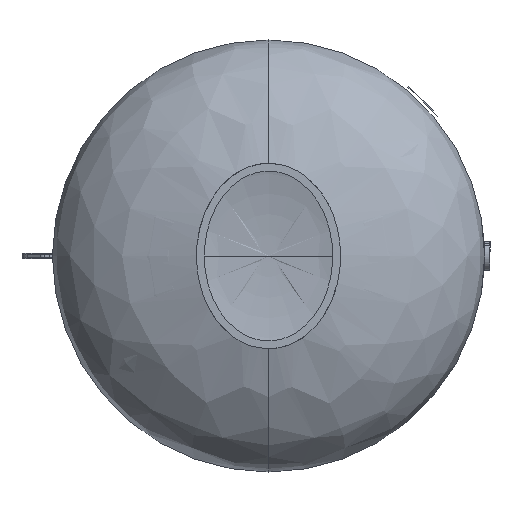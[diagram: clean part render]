
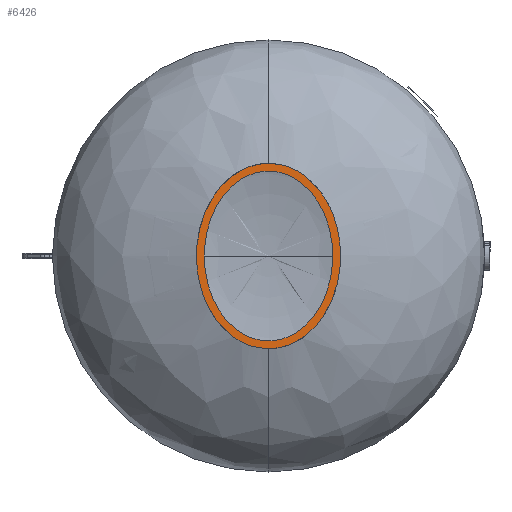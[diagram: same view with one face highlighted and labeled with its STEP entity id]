
A CAD part, left-side view. The second image highlights one B-rep face of the part: STEP entity #6426.
In plain terms, the highlighted face is planar.
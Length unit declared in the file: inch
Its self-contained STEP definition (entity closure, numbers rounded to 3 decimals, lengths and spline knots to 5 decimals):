
#236 = EDGE_LOOP ( 'NONE', ( #7231, #6050 ) ) ;
#470 = CARTESIAN_POINT ( 'NONE',  ( 1.73144, 0., 6.91394 ) ) ;
#471 = CARTESIAN_POINT ( 'NONE',  ( 4.95164, 0., -5.90345 ) ) ;
#572 = CARTESIAN_POINT ( 'NONE',  ( 9., 0., 0. ) ) ;
#623 = CARTESIAN_POINT ( 'NONE',  ( -8.87642, 0., -1.42147 ) ) ;
#846 = CARTESIAN_POINT ( 'NONE',  ( 8.25, 0., 0. ) ) ;
#922 = CARTESIAN_POINT ( 'NONE',  ( -7.4685, 0., 3.99672 ) ) ;
#1044 = VERTEX_POINT ( 'NONE', #8557 ) ;
#1106 = VERTEX_POINT ( 'NONE', #3549 ) ;
#1167 = CARTESIAN_POINT ( 'NONE',  ( 7.4685, 0., 3.99672 ) ) ;
#1641 = EDGE_LOOP ( 'NONE', ( #9349, #9444 ) ) ;
#1752 = CARTESIAN_POINT ( 'NONE',  ( -8.33387, 0., 2.77281 ) ) ;
#1884 = VERTEX_POINT ( 'NONE', #6307 ) ;
#1886 = CARTESIAN_POINT ( 'NONE',  ( 9., 0., 0. ) ) ;
#1950 = CARTESIAN_POINT ( 'NONE',  ( -3.40177, 0., 6.53041 ) ) ;
#1998 = EDGE_CURVE ( 'NONE', #1044, #6271, #9757, .T. ) ;
#2009 = CARTESIAN_POINT ( 'NONE',  ( -8.33387, 0., -2.77281 ) ) ;
#2107 = CARTESIAN_POINT ( 'NONE',  ( 1.73144, 0., -6.91394 ) ) ;
#2157 = CARTESIAN_POINT ( 'NONE',  ( 7.4685, 0., -3.99672 ) ) ;
#2313 = EDGE_CURVE ( 'NONE', #1884, #1106, #4003, .T. ) ;
#2384 = CARTESIAN_POINT ( 'NONE',  ( -9., 0., 0. ) ) ;
#2564 =( BOUNDED_CURVE ( )  B_SPLINE_CURVE ( 3, ( #846, #5956, #5353, #7545 ),
 .UNSPECIFIED., .F., .F. ) 
 B_SPLINE_CURVE_WITH_KNOTS ( ( 4, 4 ),
 ( 0., 3.14159 ),
 .UNSPECIFIED. ) 
 CURVE ( )  GEOMETRIC_REPRESENTATION_ITEM ( )  RATIONAL_B_SPLINE_CURVE ( ( 1., 0.333, 0.333, 1. ) ) 
 REPRESENTATION_ITEM ( '' )  );
#2628 = CARTESIAN_POINT ( 'NONE',  ( -8.25, 0., 0. ) ) ;
#2739 = CARTESIAN_POINT ( 'NONE',  ( 8.33387, 0., -2.77281 ) ) ;
#2836 = CARTESIAN_POINT ( 'NONE',  ( 6.32475, 0., 5.05081 ) ) ;
#2839 = CARTESIAN_POINT ( 'NONE',  ( 9., 0., -0.47382 ) ) ;
#2887 = CARTESIAN_POINT ( 'NONE',  ( 8.33387, 0., 2.77281 ) ) ;
#3127 = PLANE ( 'NONE',  #8589 ) ;
#3183 = EDGE_CURVE ( 'NONE', #6271, #1044, #7009, .T. ) ;
#3549 = CARTESIAN_POINT ( 'NONE',  ( 8.25, 0., 0. ) ) ;
#3636 = CARTESIAN_POINT ( 'NONE',  ( -4.95164, 0., -5.90345 ) ) ;
#3912 = FACE_BOUND ( 'NONE', #236, .T. ) ;
#3928 = CARTESIAN_POINT ( 'NONE',  ( -6.32475, 0., 5.05081 ) ) ;
#4003 =( BOUNDED_CURVE ( )  B_SPLINE_CURVE ( 3, ( #2628, #4374, #6456, #7945 ),
 .UNSPECIFIED., .F., .F. ) 
 B_SPLINE_CURVE_WITH_KNOTS ( ( 4, 4 ),
 ( 3.14159, 6.28319 ),
 .UNSPECIFIED. ) 
 CURVE ( )  GEOMETRIC_REPRESENTATION_ITEM ( )  RATIONAL_B_SPLINE_CURVE ( ( 1., 0.333, 0.333, 1. ) ) 
 REPRESENTATION_ITEM ( '' )  );
#4280 = CARTESIAN_POINT ( 'NONE',  ( -7.4685, 0., -3.99672 ) ) ;
#4374 = CARTESIAN_POINT ( 'NONE',  ( -8.25, 0., 12.5 ) ) ;
#4386 = CARTESIAN_POINT ( 'NONE',  ( 6.32475, 0., -5.05081 ) ) ;
#4428 = CARTESIAN_POINT ( 'NONE',  ( -3.40177, 0., -6.53041 ) ) ;
#4683 = CARTESIAN_POINT ( 'NONE',  ( -9., 0., 0.47382 ) ) ;
#4771 = CARTESIAN_POINT ( 'NONE',  ( -4.95164, 0., 5.90345 ) ) ;
#4978 = CARTESIAN_POINT ( 'NONE',  ( 8.87642, 0., 1.42147 ) ) ;
#5032 = CARTESIAN_POINT ( 'NONE',  ( -6.32475, 0., -5.05081 ) ) ;
#5353 = CARTESIAN_POINT ( 'NONE',  ( -8.25, 0., -12.5 ) ) ;
#5412 = DIRECTION ( 'NONE',  ( 0., 0., -1. ) ) ;
#5721 = CARTESIAN_POINT ( 'NONE',  ( -9., 0., -0.47382 ) ) ;
#5776 = CARTESIAN_POINT ( 'NONE',  ( -1.73144, 0., -6.91394 ) ) ;
#5956 = CARTESIAN_POINT ( 'NONE',  ( 8.25, 0., -12.5 ) ) ;
#6050 = ORIENTED_EDGE ( 'NONE', *, *, #2313, .T. ) ;
#6110 = FACE_OUTER_BOUND ( 'NONE', #1641, .T. ) ;
#6271 = VERTEX_POINT ( 'NONE', #1886 ) ;
#6307 = CARTESIAN_POINT ( 'NONE',  ( -8.25, 0., 0. ) ) ;
#6426 = ADVANCED_FACE ( 'NONE', ( #6110, #3912 ), #3127, .T. ) ;
#6456 = CARTESIAN_POINT ( 'NONE',  ( 8.25, 0., 12.5 ) ) ;
#6464 = CARTESIAN_POINT ( 'NONE',  ( 9., 0., 0.47382 ) ) ;
#6792 = EDGE_CURVE ( 'NONE', #1106, #1884, #2564, .T. ) ;
#6946 = DIRECTION ( 'NONE',  ( 0., -1., 0. ) ) ;
#7009 = B_SPLINE_CURVE_WITH_KNOTS ( 'NONE', 3,
 ( #8954, #2839, #8904, #2739, #2157, #4386, #471, #7417, #2107, #7260, #5776, #4428, #3636, #5032, #4280, #2009, #623, #5721, #7468 ),
 .UNSPECIFIED., .F., .F.,
 ( 4, 1, 1, 1, 1, 1, 1, 1, 1, 1, 1, 1, 1, 1, 1, 1, 4 ),
 ( 0., 0.19635, 0.3927, 0.58905, 0.7854, 0.98175, 1.1781, 1.37445, 1.5708, 1.76715, 1.9635, 2.15984, 2.35619, 2.55254, 2.74889, 2.94524, 3.14159 ),
 .UNSPECIFIED. ) ;
#7231 = ORIENTED_EDGE ( 'NONE', *, *, #6792, .T. ) ;
#7258 = CARTESIAN_POINT ( 'NONE',  ( 4.95164, 0., 5.90345 ) ) ;
#7260 = CARTESIAN_POINT ( 'NONE',  ( 0., 0., -7.04303 ) ) ;
#7417 = CARTESIAN_POINT ( 'NONE',  ( 3.40177, 0., -6.53041 ) ) ;
#7468 = CARTESIAN_POINT ( 'NONE',  ( -9., 0., 0. ) ) ;
#7545 = CARTESIAN_POINT ( 'NONE',  ( -8.25, 0., 0. ) ) ;
#7718 = CARTESIAN_POINT ( 'NONE',  ( -8.87642, 0., 1.42147 ) ) ;
#7945 = CARTESIAN_POINT ( 'NONE',  ( 8.25, 0., 0. ) ) ;
#8557 = CARTESIAN_POINT ( 'NONE',  ( -9., 0., 0. ) ) ;
#8589 = AXIS2_PLACEMENT_3D ( 'NONE', #2384, #6946, #5412 ) ;
#8901 = CARTESIAN_POINT ( 'NONE',  ( 0., 0., 7.04303 ) ) ;
#8904 = CARTESIAN_POINT ( 'NONE',  ( 8.87642, 0., -1.42147 ) ) ;
#8954 = CARTESIAN_POINT ( 'NONE',  ( 9., 0., 0. ) ) ;
#9298 = CARTESIAN_POINT ( 'NONE',  ( -9., 0., 0. ) ) ;
#9349 = ORIENTED_EDGE ( 'NONE', *, *, #3183, .F. ) ;
#9444 = ORIENTED_EDGE ( 'NONE', *, *, #1998, .F. ) ;
#9552 = CARTESIAN_POINT ( 'NONE',  ( 3.40177, 0., 6.53041 ) ) ;
#9695 = CARTESIAN_POINT ( 'NONE',  ( -1.73144, 0., 6.91394 ) ) ;
#9757 = B_SPLINE_CURVE_WITH_KNOTS ( 'NONE', 3,
 ( #9298, #4683, #7718, #1752, #922, #3928, #4771, #1950, #9695, #8901, #470, #9552, #7258, #2836, #1167, #2887, #4978, #6464, #572 ),
 .UNSPECIFIED., .F., .F.,
 ( 4, 1, 1, 1, 1, 1, 1, 1, 1, 1, 1, 1, 1, 1, 1, 1, 4 ),
 ( 3.14159, 3.33794, 3.53429, 3.73064, 3.92699, 4.12334, 4.31969, 4.51604, 4.71239, 4.90874, 5.10509, 5.30144, 5.49779, 5.69414, 5.89049, 6.08684, 6.28319 ),
 .UNSPECIFIED. ) ;
